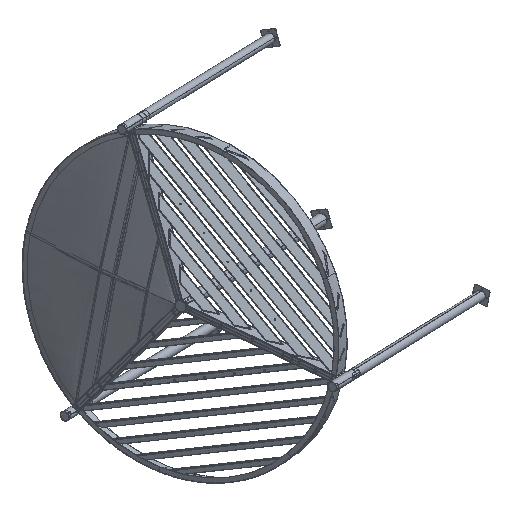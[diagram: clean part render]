
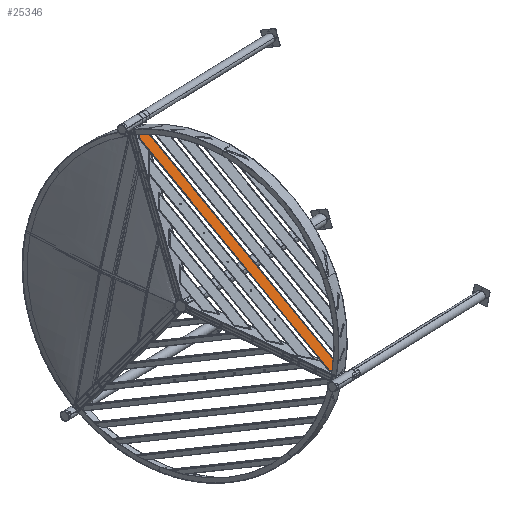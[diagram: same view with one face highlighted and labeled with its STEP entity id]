
A CAD part, left-side view. The second image highlights one B-rep face of the part: STEP entity #25346.
In plain terms, the highlighted face is planar.
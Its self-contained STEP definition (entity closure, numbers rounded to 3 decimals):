
#92 = VECTOR ( 'NONE', #69813, 1000. ) ;
#2013 = CARTESIAN_POINT ( 'NONE',  ( -1708.593, 1039.573, -0.43 ) ) ;
#2988 = CARTESIAN_POINT ( 'NONE',  ( 2000., 1070.255, -31.113 ) ) ;
#3860 = VECTOR ( 'NONE', #72493, 1000. ) ;
#4133 = ORIENTED_EDGE ( 'NONE', *, *, #64503, .F. ) ;
#6015 = EDGE_CURVE ( 'NONE', #84216, #43546, #30987, .T. ) ;
#6408 =( BOUNDED_CURVE ( )  B_SPLINE_CURVE ( 3, ( #83035, #82624, #24196, #24622 ),
 .UNSPECIFIED., .F., .F. ) 
 B_SPLINE_CURVE_WITH_KNOTS ( ( 4, 4 ),
 ( 4.148, 4.166 ),
 .UNSPECIFIED. ) 
 CURVE ( )  GEOMETRIC_REPRESENTATION_ITEM ( )  RATIONAL_B_SPLINE_CURVE ( ( 1., 1., 1., 1. ) ) 
 REPRESENTATION_ITEM ( '' )  );
#7151 = CARTESIAN_POINT ( 'NONE',  ( 548.215, -263.396, 1302.538 ) ) ;
#7398 = CARTESIAN_POINT ( 'NONE',  ( 1629.463, 993.887, 45.255 ) ) ;
#10936 = FACE_OUTER_BOUND ( 'NONE', #81691, .T. ) ;
#13354 = LINE ( 'NONE', #46130, #29268 ) ;
#13954 = DIRECTION ( 'NONE',  ( -0.775, 0.447, -0.447 ) ) ;
#14330 = ORIENTED_EDGE ( 'NONE', *, *, #41502, .F. ) ;
#16296 = EDGE_CURVE ( 'NONE', #58627, #58931, #26646, .T. ) ;
#16398 = ORIENTED_EDGE ( 'NONE', *, *, #80144, .F. ) ;
#20550 = DIRECTION ( 'NONE',  ( -0.775, -0.447, 0.447 ) ) ;
#22499 = ORIENTED_EDGE ( 'NONE', *, *, #57899, .T. ) ;
#23608 = VERTEX_POINT ( 'NONE', #69068 ) ;
#24196 = CARTESIAN_POINT ( 'NONE',  ( 1702.335, 1049.857, -10.715 ) ) ;
#24622 = CARTESIAN_POINT ( 'NONE',  ( 1708.593, 1039.573, -0.43 ) ) ;
#25346 = ADVANCED_FACE ( 'NONE', ( #10936 ), #68063, .F. ) ;
#26646 =( BOUNDED_CURVE ( )  B_SPLINE_CURVE ( 3, ( #2013, #28006, #53994, #75316 ),
 .UNSPECIFIED., .F., .F. ) 
 B_SPLINE_CURVE_WITH_KNOTS ( ( 4, 4 ),
 ( 2.117, 2.135 ),
 .UNSPECIFIED. ) 
 CURVE ( )  GEOMETRIC_REPRESENTATION_ITEM ( )  RATIONAL_B_SPLINE_CURVE ( ( 1., 1., 1., 1. ) ) 
 REPRESENTATION_ITEM ( '' )  );
#28006 = CARTESIAN_POINT ( 'NONE',  ( -1702.335, 1049.857, -10.715 ) ) ;
#29268 = VECTOR ( 'NONE', #20550, 1000. ) ;
#30987 = LINE ( 'NONE', #56999, #92 ) ;
#38223 = AXIS2_PLACEMENT_3D ( 'NONE', #50083, #55246, #43288 ) ;
#41175 = CARTESIAN_POINT ( 'NONE',  ( -1708.593, 1039.573, -0.43 ) ) ;
#41502 = EDGE_CURVE ( 'NONE', #70800, #84216, #13354, .T. ) ;
#43288 = DIRECTION ( 'NONE',  ( 0., 0.707, -0.707 ) ) ;
#43546 = VERTEX_POINT ( 'NONE', #81001 ) ;
#46130 = CARTESIAN_POINT ( 'NONE',  ( 1851.785, 1122.245, -83.103 ) ) ;
#46311 = LINE ( 'NONE', #7151, #49467 ) ;
#49467 = VECTOR ( 'NONE', #13954, 1000. ) ;
#50083 = CARTESIAN_POINT ( 'NONE',  ( 2000., 993.887, 45.255 ) ) ;
#51006 = CARTESIAN_POINT ( 'NONE',  ( 1708.593, 1039.573, -0.43 ) ) ;
#53994 = CARTESIAN_POINT ( 'NONE',  ( -1695.985, 1060.085, -20.943 ) ) ;
#55246 = DIRECTION ( 'NONE',  ( 0., -0.707, -0.707 ) ) ;
#56999 = CARTESIAN_POINT ( 'NONE',  ( 2000., 993.887, 45.255 ) ) ;
#57899 = EDGE_CURVE ( 'NONE', #23608, #58931, #61356, .T. ) ;
#58627 = VERTEX_POINT ( 'NONE', #41175 ) ;
#58931 = VERTEX_POINT ( 'NONE', #64140 ) ;
#61356 = LINE ( 'NONE', #2988, #3860 ) ;
#64140 = CARTESIAN_POINT ( 'NONE',  ( -1689.543, 1070.255, -31.113 ) ) ;
#64503 = EDGE_CURVE ( 'NONE', #23608, #70800, #6408, .T. ) ;
#68063 = PLANE ( 'NONE',  #38223 ) ;
#68819 = ORIENTED_EDGE ( 'NONE', *, *, #6015, .F. ) ;
#69068 = CARTESIAN_POINT ( 'NONE',  ( 1689.543, 1070.255, -31.113 ) ) ;
#69813 = DIRECTION ( 'NONE',  ( -1., 0., 0. ) ) ;
#70800 = VERTEX_POINT ( 'NONE', #51006 ) ;
#72493 = DIRECTION ( 'NONE',  ( -1., 0., 0. ) ) ;
#75316 = CARTESIAN_POINT ( 'NONE',  ( -1689.543, 1070.255, -31.113 ) ) ;
#75319 = ORIENTED_EDGE ( 'NONE', *, *, #16296, .F. ) ;
#80144 = EDGE_CURVE ( 'NONE', #43546, #58627, #46311, .T. ) ;
#81001 = CARTESIAN_POINT ( 'NONE',  ( -1629.463, 993.887, 45.255 ) ) ;
#81691 = EDGE_LOOP ( 'NONE', ( #16398, #68819, #14330, #4133, #22499, #75319 ) ) ;
#82624 = CARTESIAN_POINT ( 'NONE',  ( 1695.985, 1060.085, -20.943 ) ) ;
#83035 = CARTESIAN_POINT ( 'NONE',  ( 1689.543, 1070.255, -31.113 ) ) ;
#84216 = VERTEX_POINT ( 'NONE', #7398 ) ;
